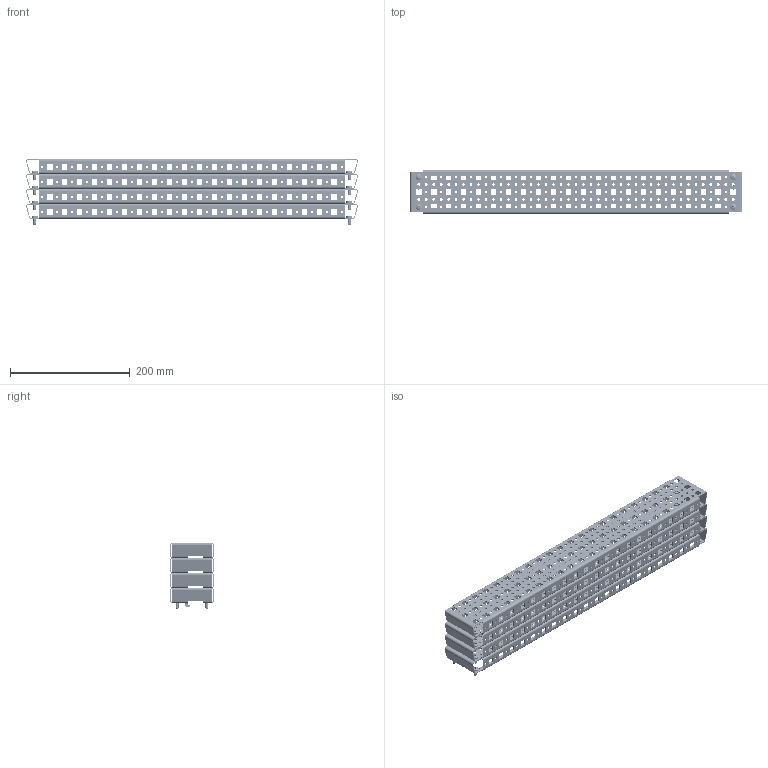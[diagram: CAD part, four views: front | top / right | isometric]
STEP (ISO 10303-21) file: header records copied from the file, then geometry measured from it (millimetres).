
FILE_DESCRIPTION (( 'STEP AP203' ), '1' );
FILE_NAME ('U2602602373 Êîìïëåêò ïëàíîê ìîíòàæíûõ ÂÌ 23õ73 òèï Ê LC2_RS52 00.60 (000.801.260-02).STEP', '2022-04-20T07:15:56', ( '' ), ( '' ), 'SwSTEP 2.0', 'SolidWorks 2017', '' );
FILE_SCHEMA (( 'CONFIG_CONTROL_DESIGN' ));
Length unit declared in the file: millimetre
Products named in the file (3): 025-219 Ïëàíêà ìîíòàæíàÿ 23õ73 òèï Ê èçì1_02 (600); U2602602373 Êîìïëåêò ïëàíîê ìîíòàæíûõ ÂÌ 23õ73 òèï Ê LC2_RS52 00.60 (000.801.260-02); Âèíò DIN 7500 C TORX_Œ5å12
Assembly tree (20 placements, depth 2):
  U2602602373 Êîìïëåêò ïëàíîê ìîíòàæíûõ ÂÌ 23õ73 òèï Ê LC2_RS52 00.60 (000.801.260-02)
    025-219 Ïëàíêà ìîíòàæíàÿ 23õ73 òèï Ê èçì1_02 (600)  x4
    Âèíò DIN 7500 C TORX_Œ5å12  x16
Bounding box: 553.98 x 73 x 110.6 mm (x, y, z)
Volume: 353295.2 mm3; surface area: 549367.8 mm2
Topology: 20 solids, 20 shells, 4448 faces, 12760 edges, 8368 vertices
Faces by surface type: plane 2384, cylinder 1960, cone 64, sphere 32, bspline 8
Entity records: 34691 total; most frequent: CARTESIAN_POINT 5892, DIRECTION 5723, ORIENTED_EDGE 5708, EDGE_CURVE 2854, LINE 1941, VECTOR 1941, AXIS2_PLACEMENT_3D 1891, VERTEX_POINT 1870
